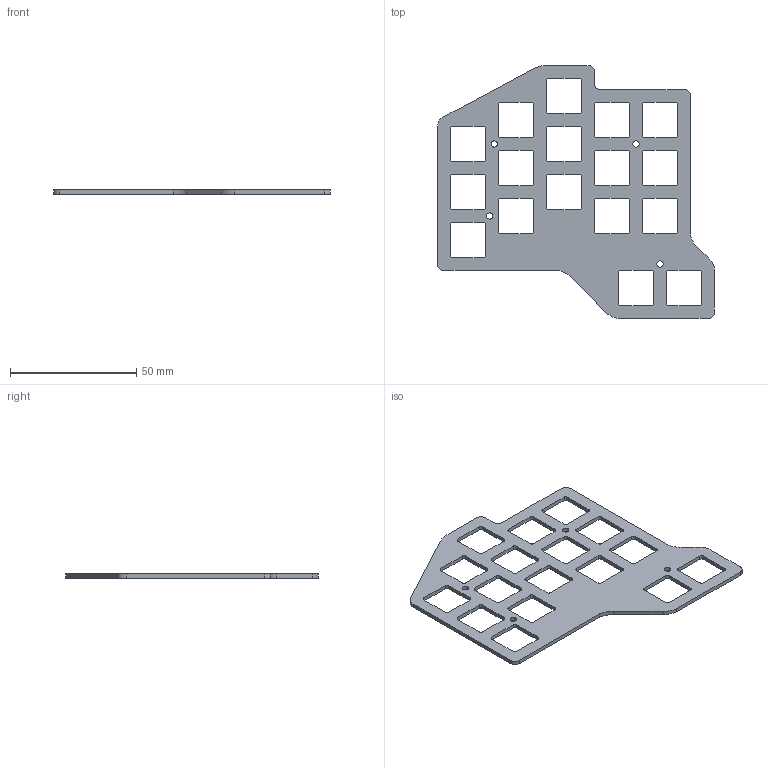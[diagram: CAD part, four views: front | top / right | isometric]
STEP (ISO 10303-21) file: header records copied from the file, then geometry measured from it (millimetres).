
FILE_DESCRIPTION(('KiCad electronic assembly'),'2;1');
FILE_NAME('Pragmatic.step','2022-07-18T00:28:37',('Pcbnew'),('Kicad'), 'Open CASCADE STEP processor 7.6','KiCad to STEP converter','Unknown' );
FILE_SCHEMA(('AUTOMOTIVE_DESIGN { 1 0 10303 214 1 1 1 1 }'));
Length unit declared in the file: millimetre
Products named in the file (2): Pragmatic 1; Pragmatic PCB
Assembly tree (1 placements, depth 2):
  Pragmatic 1
    Pragmatic PCB
Bounding box: 109.86 x 100.33 x 1.6 mm (x, y, z)
Volume: 8057.9 mm3; surface area: 12207.3 mm2
Topology: 1 solids, 1 shells, 164 faces, 486 edges, 324 vertices
Faces by surface type: cylinder 83, plane 81
Full cylindrical faces by diameter (mm): 2.5 x4
Entity records: 11985 total; most frequent: DIRECTION 1956, CARTESIAN_POINT 1948, LINE 1126, VECTOR 1126, ORIENTED_EDGE 972, PCURVE 972, DEFINITIONAL_REPRESENTATION 972, EDGE_CURVE 486
